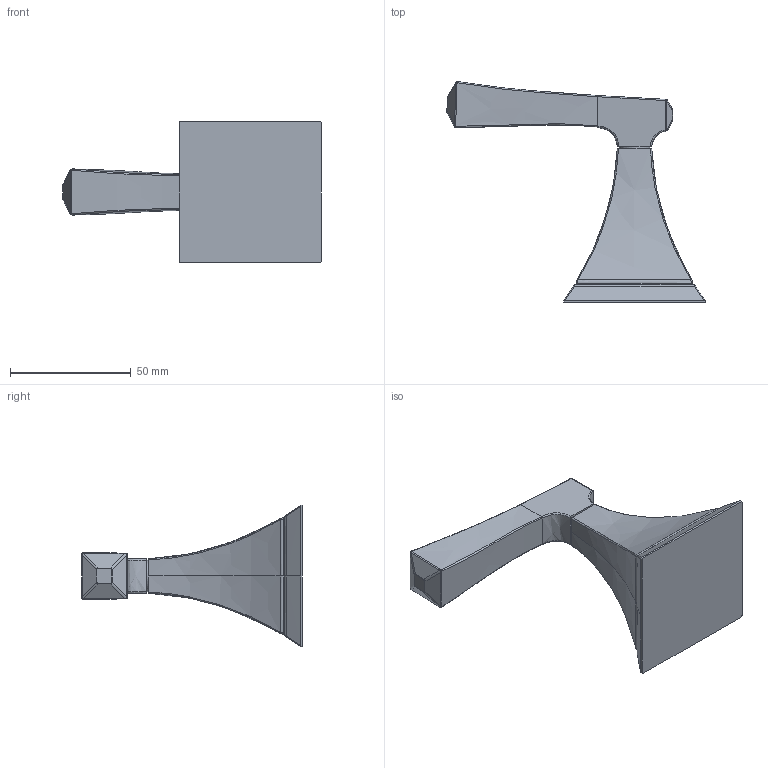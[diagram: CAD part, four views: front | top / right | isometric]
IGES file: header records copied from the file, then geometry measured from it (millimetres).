
Start section:  PTC IGES file: 12366.igs
Global section: file name: 12366.igs; native system: Creo Parametric by PTC Inc.; preprocessor: 2018400; author: jinson.thomas; organization: Unknown; date: 20210104.142646; units: inch
Bounding box: 106.73 x 91.29 x 58.42 mm (x, y, z)
Volume: 89879.2 mm3; surface area: 17841.1 mm2
Topology: 1 solids, 1 shells, 150 faces, 336 edges, 190 vertices
Faces by surface type: bspline 108, revolution 34, extrusion 8
